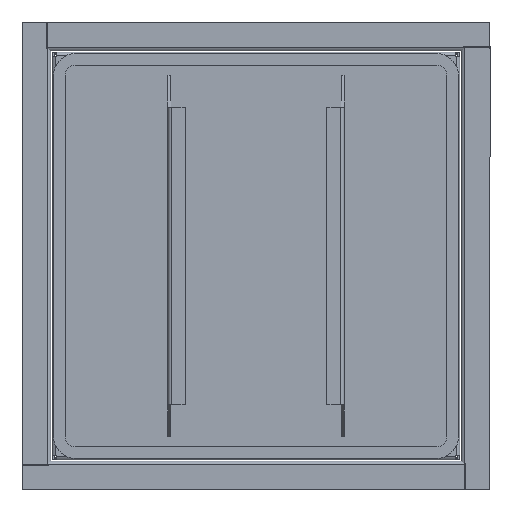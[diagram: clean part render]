
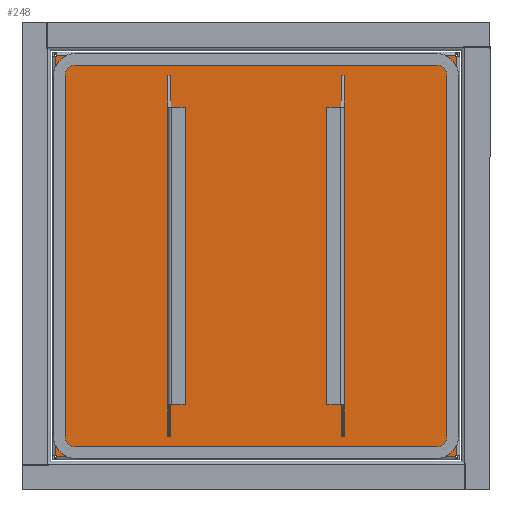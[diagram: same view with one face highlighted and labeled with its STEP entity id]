
A CAD part, front view. The second image highlights one B-rep face of the part: STEP entity #248.
In plain terms, the highlighted face is planar.
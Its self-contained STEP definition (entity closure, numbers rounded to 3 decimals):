
#92 = EDGE_CURVE ( 'NONE', #909, #167, #898, .T. ) ;
#167 = VERTEX_POINT ( 'NONE', #2543 ) ;
#204 = ORIENTED_EDGE ( 'NONE', *, *, #2266, .T. ) ;
#231 = LINE ( 'NONE', #2394, #929 ) ;
#239 = VECTOR ( 'NONE', #3093, 1000. ) ;
#248 = ADVANCED_FACE ( 'NONE', ( #2438 ), #1557, .T. ) ;
#258 = EDGE_CURVE ( 'NONE', #2242, #1622, #1463, .T. ) ;
#282 = CARTESIAN_POINT ( 'NONE',  ( 138.5, 138.1, 19. ) ) ;
#305 = CARTESIAN_POINT ( 'NONE',  ( -138.5, -138.1, 19. ) ) ;
#353 = CARTESIAN_POINT ( 'NONE',  ( 138.1, -141.1, 19. ) ) ;
#428 = CARTESIAN_POINT ( 'NONE',  ( -138.1, -138.1, 19. ) ) ;
#444 = ORIENTED_EDGE ( 'NONE', *, *, #2864, .T. ) ;
#448 = DIRECTION ( 'NONE',  ( 0., 0., 1. ) ) ;
#555 = ORIENTED_EDGE ( 'NONE', *, *, #92, .T. ) ;
#571 = ORIENTED_EDGE ( 'NONE', *, *, #258, .T. ) ;
#590 = DIRECTION ( 'NONE',  ( 1., 0., 0. ) ) ;
#598 = LINE ( 'NONE', #353, #1730 ) ;
#600 = DIRECTION ( 'NONE',  ( 1., 0., 0. ) ) ;
#624 = VERTEX_POINT ( 'NONE', #1480 ) ;
#628 = VECTOR ( 'NONE', #2581, 1000. ) ;
#667 = DIRECTION ( 'NONE',  ( -1., 0., 0. ) ) ;
#669 = VECTOR ( 'NONE', #3401, 1000. ) ;
#750 = DIRECTION ( 'NONE',  ( 0., -1., 0. ) ) ;
#777 = VERTEX_POINT ( 'NONE', #3439 ) ;
#800 = CARTESIAN_POINT ( 'NONE',  ( -138.5, 138.1, 19. ) ) ;
#803 = VECTOR ( 'NONE', #750, 1000. ) ;
#805 = CARTESIAN_POINT ( 'NONE',  ( 138.1, -138.5, 19. ) ) ;
#898 = LINE ( 'NONE', #3383, #628 ) ;
#909 = VERTEX_POINT ( 'NONE', #805 ) ;
#929 = VECTOR ( 'NONE', #1738, 1000. ) ;
#1067 = CARTESIAN_POINT ( 'NONE',  ( 138.1, 138.5, 19. ) ) ;
#1225 = DIRECTION ( 'NONE',  ( 0., 1., 0. ) ) ;
#1251 = LINE ( 'NONE', #3352, #239 ) ;
#1283 = EDGE_CURVE ( 'NONE', #1413, #2295, #598, .T. ) ;
#1413 = VERTEX_POINT ( 'NONE', #1442 ) ;
#1440 = LINE ( 'NONE', #2969, #2966 ) ;
#1442 = CARTESIAN_POINT ( 'NONE',  ( 138.1, 138.1, 19. ) ) ;
#1463 = LINE ( 'NONE', #305, #2548 ) ;
#1480 = CARTESIAN_POINT ( 'NONE',  ( -138.1, 138.1, 19. ) ) ;
#1557 = PLANE ( 'NONE',  #2421 ) ;
#1622 = VERTEX_POINT ( 'NONE', #2825 ) ;
#1644 = ORIENTED_EDGE ( 'NONE', *, *, #3321, .T. ) ;
#1730 = VECTOR ( 'NONE', #2734, 1000. ) ;
#1738 = DIRECTION ( 'NONE',  ( 0., -1., 0. ) ) ;
#1767 = LINE ( 'NONE', #2952, #2257 ) ;
#1789 = ORIENTED_EDGE ( 'NONE', *, *, #1283, .T. ) ;
#1870 = LINE ( 'NONE', #2593, #803 ) ;
#1881 = VERTEX_POINT ( 'NONE', #2095 ) ;
#2020 = CARTESIAN_POINT ( 'NONE',  ( -138.1, 138.5, 19. ) ) ;
#2095 = CARTESIAN_POINT ( 'NONE',  ( -138.1, -138.5, 19. ) ) ;
#2136 = VECTOR ( 'NONE', #590, 1000. ) ;
#2165 = EDGE_CURVE ( 'NONE', #1881, #909, #1767, .T. ) ;
#2182 = EDGE_CURVE ( 'NONE', #2295, #2680, #2695, .T. ) ;
#2242 = VERTEX_POINT ( 'NONE', #800 ) ;
#2257 = VECTOR ( 'NONE', #3419, 1000. ) ;
#2266 = EDGE_CURVE ( 'NONE', #777, #2667, #3492, .T. ) ;
#2295 = VERTEX_POINT ( 'NONE', #1067 ) ;
#2385 = ORIENTED_EDGE ( 'NONE', *, *, #2607, .T. ) ;
#2388 = ORIENTED_EDGE ( 'NONE', *, *, #3142, .T. ) ;
#2394 = CARTESIAN_POINT ( 'NONE',  ( -138.1, -141.1, 19. ) ) ;
#2401 = ORIENTED_EDGE ( 'NONE', *, *, #2165, .T. ) ;
#2421 = AXIS2_PLACEMENT_3D ( 'NONE', #2721, #448, #2883 ) ;
#2438 = FACE_OUTER_BOUND ( 'NONE', #2786, .T. ) ;
#2471 = ORIENTED_EDGE ( 'NONE', *, *, #3125, .T. ) ;
#2485 = EDGE_CURVE ( 'NONE', #167, #777, #2946, .T. ) ;
#2543 = CARTESIAN_POINT ( 'NONE',  ( 138.1, -138.1, 19. ) ) ;
#2548 = VECTOR ( 'NONE', #3493, 1000. ) ;
#2581 = DIRECTION ( 'NONE',  ( 0., 1., 0. ) ) ;
#2593 = CARTESIAN_POINT ( 'NONE',  ( -138.1, -141.1, 19. ) ) ;
#2607 = EDGE_CURVE ( 'NONE', #1622, #3548, #1440, .T. ) ;
#2667 = VERTEX_POINT ( 'NONE', #3630 ) ;
#2680 = VERTEX_POINT ( 'NONE', #2920 ) ;
#2685 = VECTOR ( 'NONE', #1225, 1000. ) ;
#2695 = LINE ( 'NONE', #2020, #669 ) ;
#2721 = CARTESIAN_POINT ( 'NONE',  ( -141.1, -141.1, 19. ) ) ;
#2734 = DIRECTION ( 'NONE',  ( 0., 1., 0. ) ) ;
#2775 = CARTESIAN_POINT ( 'NONE',  ( -141.1, -138.1, 19. ) ) ;
#2786 = EDGE_LOOP ( 'NONE', ( #2471, #571, #2385, #444, #2401, #555, #3490, #204, #1644, #1789, #2984, #2388 ) ) ;
#2825 = CARTESIAN_POINT ( 'NONE',  ( -138.5, -138.1, 19. ) ) ;
#2860 = LINE ( 'NONE', #2879, #3215 ) ;
#2864 = EDGE_CURVE ( 'NONE', #3548, #1881, #231, .T. ) ;
#2879 = CARTESIAN_POINT ( 'NONE',  ( -141.1, 138.1, 19. ) ) ;
#2883 = DIRECTION ( 'NONE',  ( 1., 0., 0. ) ) ;
#2920 = CARTESIAN_POINT ( 'NONE',  ( -138.1, 138.5, 19. ) ) ;
#2946 = LINE ( 'NONE', #2775, #2136 ) ;
#2952 = CARTESIAN_POINT ( 'NONE',  ( 138.1, -138.5, 19. ) ) ;
#2966 = VECTOR ( 'NONE', #600, 1000. ) ;
#2969 = CARTESIAN_POINT ( 'NONE',  ( -141.1, -138.1, 19. ) ) ;
#2984 = ORIENTED_EDGE ( 'NONE', *, *, #2182, .T. ) ;
#3093 = DIRECTION ( 'NONE',  ( -1., 0., 0. ) ) ;
#3125 = EDGE_CURVE ( 'NONE', #624, #2242, #2860, .T. ) ;
#3142 = EDGE_CURVE ( 'NONE', #2680, #624, #1870, .T. ) ;
#3215 = VECTOR ( 'NONE', #667, 1000. ) ;
#3321 = EDGE_CURVE ( 'NONE', #2667, #1413, #1251, .T. ) ;
#3352 = CARTESIAN_POINT ( 'NONE',  ( -141.1, 138.1, 19. ) ) ;
#3383 = CARTESIAN_POINT ( 'NONE',  ( 138.1, -141.1, 19. ) ) ;
#3401 = DIRECTION ( 'NONE',  ( -1., 0., 0. ) ) ;
#3419 = DIRECTION ( 'NONE',  ( 1., 0., 0. ) ) ;
#3439 = CARTESIAN_POINT ( 'NONE',  ( 138.5, -138.1, 19. ) ) ;
#3490 = ORIENTED_EDGE ( 'NONE', *, *, #2485, .T. ) ;
#3492 = LINE ( 'NONE', #282, #2685 ) ;
#3493 = DIRECTION ( 'NONE',  ( 0., -1., 0. ) ) ;
#3548 = VERTEX_POINT ( 'NONE', #428 ) ;
#3630 = CARTESIAN_POINT ( 'NONE',  ( 138.5, 138.1, 19. ) ) ;
